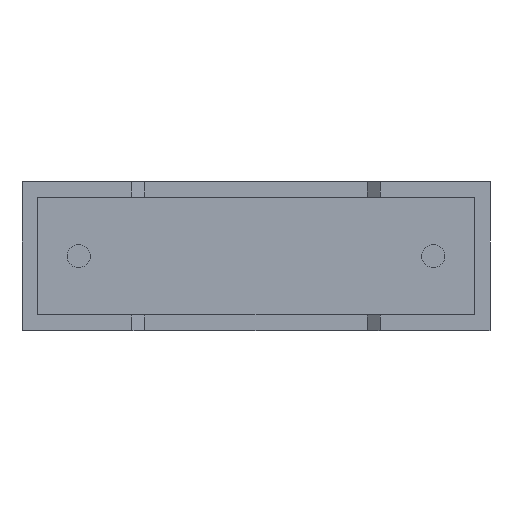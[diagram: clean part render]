
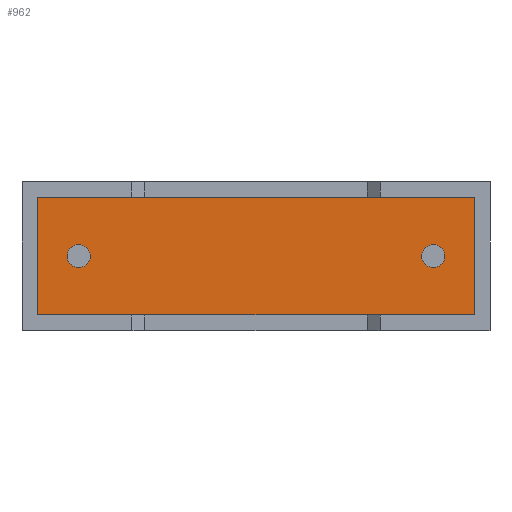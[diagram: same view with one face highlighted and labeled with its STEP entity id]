
A CAD part, front view. The second image highlights one B-rep face of the part: STEP entity #962.
In plain terms, the highlighted planar face has unit normal (0, -1, 0).
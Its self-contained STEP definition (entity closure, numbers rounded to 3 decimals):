
#45 = DIRECTION ( 'NONE',  ( 0., 0., -1. ) ) ;
#70 = CARTESIAN_POINT ( 'NONE',  ( 11.6, 0.75, 2.1 ) ) ;
#83 = EDGE_CURVE ( 'NONE', #2660, #2729, #1237, .T. ) ;
#175 = DIRECTION ( 'NONE',  ( -1., 0., 0. ) ) ;
#192 = EDGE_LOOP ( 'NONE', ( #1099, #794 ) ) ;
#288 = DIRECTION ( 'NONE',  ( 1., 0., 0. ) ) ;
#295 = CARTESIAN_POINT ( 'NONE',  ( 1.6, 0.75, 2.1 ) ) ;
#314 = DIRECTION ( 'NONE',  ( 0., -1., 0. ) ) ;
#364 = EDGE_CURVE ( 'NONE', #678, #2927, #826, .T. ) ;
#389 = AXIS2_PLACEMENT_3D ( 'NONE', #295, #2617, #45 ) ;
#404 = CARTESIAN_POINT ( 'NONE',  ( 1.6, 0.75, 2.425 ) ) ;
#456 = CARTESIAN_POINT ( 'NONE',  ( 11.6, 0.75, 2.1 ) ) ;
#541 = CARTESIAN_POINT ( 'NONE',  ( 12.76, 0.75, 0.44 ) ) ;
#578 = EDGE_LOOP ( 'NONE', ( #2526, #685 ) ) ;
#672 = VECTOR ( 'NONE', #288, 1000. ) ;
#678 = VERTEX_POINT ( 'NONE', #404 ) ;
#684 = DIRECTION ( 'NONE',  ( 0., 0., -1. ) ) ;
#685 = ORIENTED_EDGE ( 'NONE', *, *, #1765, .F. ) ;
#693 = EDGE_CURVE ( 'NONE', #2087, #2395, #2552, .T. ) ;
#737 = FACE_OUTER_BOUND ( 'NONE', #1970, .T. ) ;
#794 = ORIENTED_EDGE ( 'NONE', *, *, #1091, .F. ) ;
#826 = CIRCLE ( 'NONE', #389, 0.325 ) ;
#962 = ADVANCED_FACE ( 'NONE', ( #2212, #737, #1686 ), #2418, .T. ) ;
#969 = AXIS2_PLACEMENT_3D ( 'NONE', #70, #2184, #2220 ) ;
#978 = AXIS2_PLACEMENT_3D ( 'NONE', #1751, #1763, #2226 ) ;
#988 = LINE ( 'NONE', #1513, #1173 ) ;
#1046 = VERTEX_POINT ( 'NONE', #1608 ) ;
#1088 = ORIENTED_EDGE ( 'NONE', *, *, #2331, .T. ) ;
#1091 = EDGE_CURVE ( 'NONE', #2133, #1046, #2561, .T. ) ;
#1099 = ORIENTED_EDGE ( 'NONE', *, *, #1149, .F. ) ;
#1149 = EDGE_CURVE ( 'NONE', #1046, #2133, #2010, .T. ) ;
#1171 = CARTESIAN_POINT ( 'NONE',  ( 12.76, 0.75, 3.76 ) ) ;
#1173 = VECTOR ( 'NONE', #1257, 1000. ) ;
#1234 = CIRCLE ( 'NONE', #978, 0.325 ) ;
#1235 = VECTOR ( 'NONE', #175, 1000. ) ;
#1237 = LINE ( 'NONE', #2108, #672 ) ;
#1257 = DIRECTION ( 'NONE',  ( 0., 0., -1. ) ) ;
#1417 = DIRECTION ( 'NONE',  ( 0., -1., 0. ) ) ;
#1492 = DIRECTION ( 'NONE',  ( 0., 0., 1. ) ) ;
#1513 = CARTESIAN_POINT ( 'NONE',  ( 0.44, 0.75, 3.76 ) ) ;
#1556 = LINE ( 'NONE', #541, #2949 ) ;
#1608 = CARTESIAN_POINT ( 'NONE',  ( 11.6, 0.75, 2.425 ) ) ;
#1686 = FACE_BOUND ( 'NONE', #578, .T. ) ;
#1706 = DIRECTION ( 'NONE',  ( 0., 0., -1. ) ) ;
#1751 = CARTESIAN_POINT ( 'NONE',  ( 1.6, 0.75, 2.1 ) ) ;
#1763 = DIRECTION ( 'NONE',  ( 0., -1., 0. ) ) ;
#1765 = EDGE_CURVE ( 'NONE', #2927, #678, #1234, .T. ) ;
#1957 = CARTESIAN_POINT ( 'NONE',  ( 12.76, 0.75, 3.76 ) ) ;
#1958 = ORIENTED_EDGE ( 'NONE', *, *, #83, .T. ) ;
#1970 = EDGE_LOOP ( 'NONE', ( #1088, #1958, #2982, #2672 ) ) ;
#2010 = CIRCLE ( 'NONE', #969, 0.325 ) ;
#2058 = AXIS2_PLACEMENT_3D ( 'NONE', #456, #1417, #684 ) ;
#2087 = VERTEX_POINT ( 'NONE', #1957 ) ;
#2108 = CARTESIAN_POINT ( 'NONE',  ( 0.44, 0.75, 0.44 ) ) ;
#2133 = VERTEX_POINT ( 'NONE', #2289 ) ;
#2184 = DIRECTION ( 'NONE',  ( 0., -1., 0. ) ) ;
#2212 = FACE_BOUND ( 'NONE', #192, .T. ) ;
#2217 = CARTESIAN_POINT ( 'NONE',  ( 1.6, 0.75, 1.775 ) ) ;
#2220 = DIRECTION ( 'NONE',  ( 0., 0., -1. ) ) ;
#2226 = DIRECTION ( 'NONE',  ( 0., 0., -1. ) ) ;
#2289 = CARTESIAN_POINT ( 'NONE',  ( 11.6, 0.75, 1.775 ) ) ;
#2331 = EDGE_CURVE ( 'NONE', #2395, #2660, #988, .T. ) ;
#2389 = CARTESIAN_POINT ( 'NONE',  ( 0.44, 0.75, 3.76 ) ) ;
#2395 = VERTEX_POINT ( 'NONE', #2389 ) ;
#2418 = PLANE ( 'NONE',  #2859 ) ;
#2433 = CARTESIAN_POINT ( 'NONE',  ( 0., 0.75, 0. ) ) ;
#2526 = ORIENTED_EDGE ( 'NONE', *, *, #364, .F. ) ;
#2552 = LINE ( 'NONE', #1171, #1235 ) ;
#2561 = CIRCLE ( 'NONE', #2058, 0.325 ) ;
#2617 = DIRECTION ( 'NONE',  ( 0., -1., 0. ) ) ;
#2638 = EDGE_CURVE ( 'NONE', #2729, #2087, #1556, .T. ) ;
#2660 = VERTEX_POINT ( 'NONE', #3015 ) ;
#2672 = ORIENTED_EDGE ( 'NONE', *, *, #693, .T. ) ;
#2729 = VERTEX_POINT ( 'NONE', #2791 ) ;
#2791 = CARTESIAN_POINT ( 'NONE',  ( 12.76, 0.75, 0.44 ) ) ;
#2859 = AXIS2_PLACEMENT_3D ( 'NONE', #2433, #314, #1706 ) ;
#2927 = VERTEX_POINT ( 'NONE', #2217 ) ;
#2949 = VECTOR ( 'NONE', #1492, 1000. ) ;
#2982 = ORIENTED_EDGE ( 'NONE', *, *, #2638, .T. ) ;
#3015 = CARTESIAN_POINT ( 'NONE',  ( 0.44, 0.75, 0.44 ) ) ;
